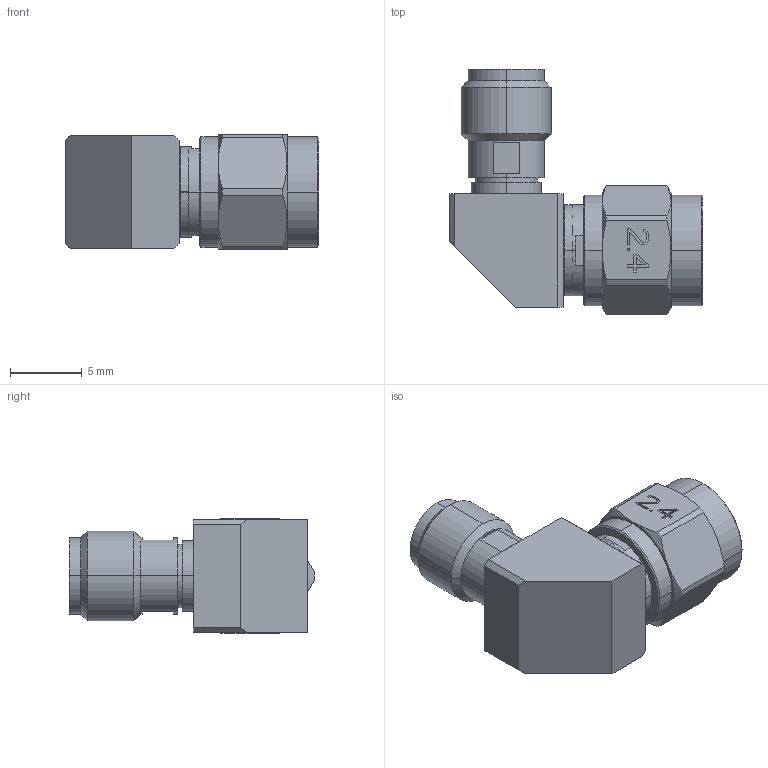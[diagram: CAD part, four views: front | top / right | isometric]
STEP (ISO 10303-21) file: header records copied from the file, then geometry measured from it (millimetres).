
FILE_DESCRIPTION (( 'STEP AP214' ), '1' );
FILE_NAME ('FMAD1556_3D.STEP', '2022-08-03T17:09:18', ( '' ), ( '' ), 'SwSTEP 2.0', 'SolidWorks 2021', '' );
FILE_SCHEMA (( 'AUTOMOTIVE_DESIGN' ));
Length unit declared in the file: millimetre
Products named in the file (4): Copy of ALS-K3K8-3-TOP^FMAD1556; Copy of ALS-K8-243-2--243^FMAD1556; FMAD1556_3D; Copy of ALS-K8PC8-12-1^FMAD1556
Assembly tree (3 placements, depth 2):
  FMAD1556_3D
    Copy of ALS-K3K8-3-TOP^FMAD1556
    Copy of ALS-K8PC8-12-1^FMAD1556
    Copy of ALS-K8-243-2--243^FMAD1556
Bounding box: 17.65 x 17.14 x 8 mm (x, y, z)
Volume: 991 mm3; surface area: 1168.4 mm2
Topology: 3 solids, 3 shells, 202 faces, 481 edges, 302 vertices
Faces by surface type: plane 91, cylinder 66, cone 45
Entity records: 5993 total; most frequent: CARTESIAN_POINT 1069, DIRECTION 1049, ORIENTED_EDGE 962, EDGE_CURVE 481, AXIS2_PLACEMENT_3D 386, VERTEX_POINT 302, VECTOR 277, LINE 277
